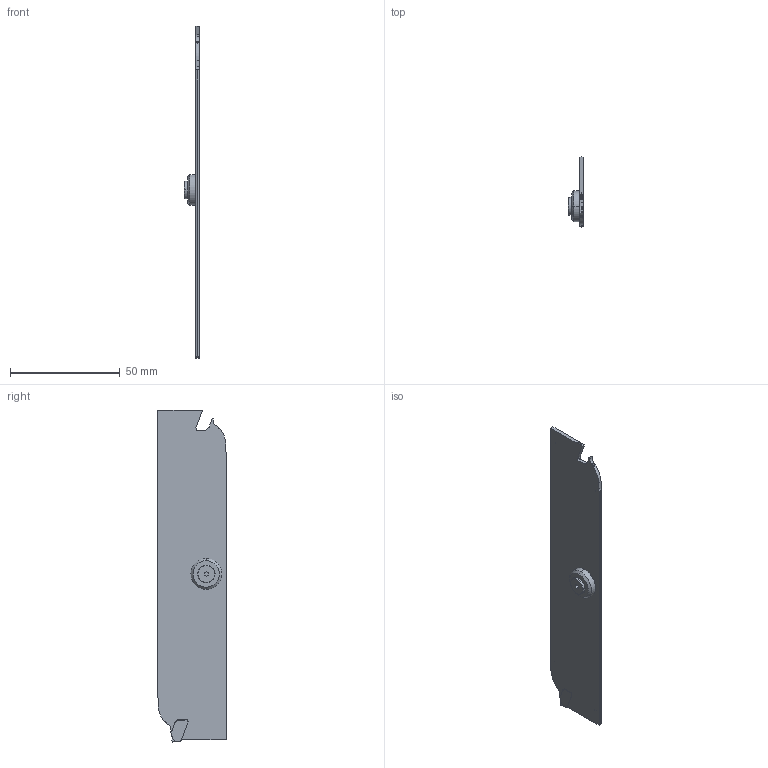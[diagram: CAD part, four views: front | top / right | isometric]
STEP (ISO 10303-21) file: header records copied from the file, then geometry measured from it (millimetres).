
FILE_DESCRIPTION(/* description */ (''),/* implementation_level */ '2;1');
FILE_NAME(/* name */ 'GWB32NA2-D60-C_CW2_00_MR0_2.stp',/* time_stamp */ '2023-02-27T12:29:14+09:00',/* author */ (''),/* organization */ (''),/* preprocessor_version */ 'ST-DEVELOPER v16',/* originating_system */ 'SIEMENS PLM Software NX 10.0',/* authorisation */ '');
FILE_SCHEMA (('AUTOMOTIVE_DESIGN { 1 0 10303 214 3 1 1 1 }'));
Length unit declared in the file: millimetre
Products named in the file (1): GWB32NA2-D60-C_CW2_00_MR0_2_ASM
Bounding box: 7.08 x 31.58 x 151 mm (x, y, z)
Volume: 7442.1 mm3; surface area: 10484.4 mm2
Topology: 2 solids, 3 shells, 159 faces, 476 edges, 371 vertices
Faces by surface type: plane 72, cylinder 57, bspline 12, cone 8, torus 8, extrusion 2
Entity records: 7200 total; most frequent: CARTESIAN_POINT 1660, DIRECTION 869, ORIENTED_EDGE 864, EDGE_CURVE 432, AXIS2_PLACEMENT_3D 303, VERTEX_POINT 286, VECTOR 263, LINE 261
